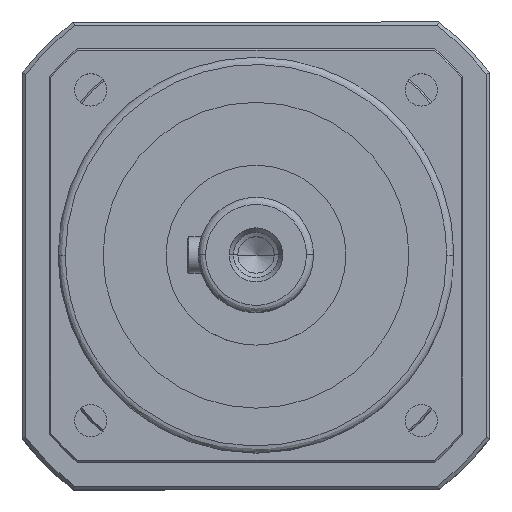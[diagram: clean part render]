
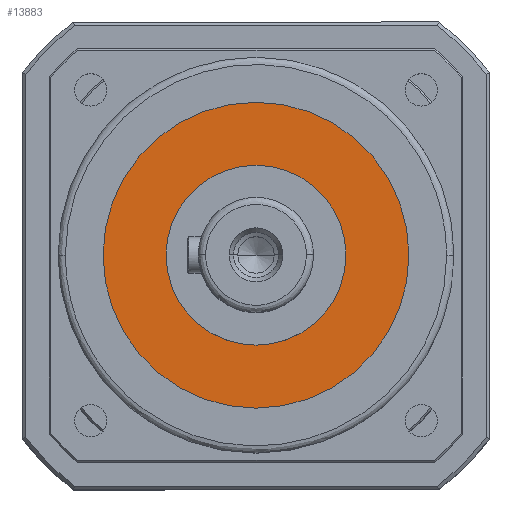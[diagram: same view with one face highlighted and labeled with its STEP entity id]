
A CAD part, top view. The second image highlights one B-rep face of the part: STEP entity #13883.
In plain terms, the highlighted planar face has unit normal (0, 0, 1).
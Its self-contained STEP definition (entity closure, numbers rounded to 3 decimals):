
#537 = EDGE_CURVE ( 'NONE', #14238, #14065, #4735, .T. ) ;
#1460 = EDGE_LOOP ( 'NONE', ( #11480, #11874 ) ) ;
#1895 = EDGE_LOOP ( 'NONE', ( #5700, #9851 ) ) ;
#1966 = DIRECTION ( 'NONE',  ( 0., 0., 1. ) ) ;
#2808 = DIRECTION ( 'NONE',  ( -1., 0., 0. ) ) ;
#2895 = DIRECTION ( 'NONE',  ( 0., 0., 1. ) ) ;
#2913 = CARTESIAN_POINT ( 'NONE',  ( 0., 0., 159.99 ) ) ;
#3125 = CARTESIAN_POINT ( 'NONE',  ( 42.5, 0., 159.99 ) ) ;
#3227 = VERTEX_POINT ( 'NONE', #10962 ) ;
#3260 = AXIS2_PLACEMENT_3D ( 'NONE', #4320, #12382, #5508 ) ;
#3752 = CIRCLE ( 'NONE', #12951, 25. ) ;
#3979 = AXIS2_PLACEMENT_3D ( 'NONE', #2913, #2895, #2808 ) ;
#4320 = CARTESIAN_POINT ( 'NONE',  ( 0., 0., 159.99 ) ) ;
#4735 = CIRCLE ( 'NONE', #4965, 25. ) ;
#4965 = AXIS2_PLACEMENT_3D ( 'NONE', #13469, #13455, #13453 ) ;
#5021 = EDGE_CURVE ( 'NONE', #12175, #3227, #11898, .T. ) ;
#5508 = DIRECTION ( 'NONE',  ( 1., 0., 0. ) ) ;
#5700 = ORIENTED_EDGE ( 'NONE', *, *, #13423, .T. ) ;
#6620 = CARTESIAN_POINT ( 'NONE',  ( 0., 0., 159.99 ) ) ;
#7798 = DIRECTION ( 'NONE',  ( -1., 0., 0. ) ) ;
#8920 = CARTESIAN_POINT ( 'NONE',  ( 0., 0., 159.99 ) ) ;
#9286 = CARTESIAN_POINT ( 'NONE',  ( -25., 0., 159.99 ) ) ;
#9581 = FACE_BOUND ( 'NONE', #1895, .T. ) ;
#9851 = ORIENTED_EDGE ( 'NONE', *, *, #537, .T. ) ;
#10107 = DIRECTION ( 'NONE',  ( -1., 0., 0. ) ) ;
#10962 = CARTESIAN_POINT ( 'NONE',  ( -42.5, 0., 159.99 ) ) ;
#11139 = CIRCLE ( 'NONE', #12971, 42.5 ) ;
#11480 = ORIENTED_EDGE ( 'NONE', *, *, #14467, .T. ) ;
#11874 = ORIENTED_EDGE ( 'NONE', *, *, #5021, .T. ) ;
#11898 = CIRCLE ( 'NONE', #3979, 42.5 ) ;
#12111 = PLANE ( 'NONE',  #3260 ) ;
#12175 = VERTEX_POINT ( 'NONE', #3125 ) ;
#12382 = DIRECTION ( 'NONE',  ( 0., 0., 1. ) ) ;
#12597 = FACE_OUTER_BOUND ( 'NONE', #1460, .T. ) ;
#12951 = AXIS2_PLACEMENT_3D ( 'NONE', #6620, #14752, #7798 ) ;
#12971 = AXIS2_PLACEMENT_3D ( 'NONE', #8920, #1966, #10107 ) ;
#13423 = EDGE_CURVE ( 'NONE', #14065, #14238, #3752, .T. ) ;
#13453 = DIRECTION ( 'NONE',  ( -1., 0., 0. ) ) ;
#13455 = DIRECTION ( 'NONE',  ( 0., 0., -1. ) ) ;
#13469 = CARTESIAN_POINT ( 'NONE',  ( 0., 0., 159.99 ) ) ;
#13883 = ADVANCED_FACE ( 'NONE', ( #12597, #9581 ), #12111, .T. ) ;
#14065 = VERTEX_POINT ( 'NONE', #9286 ) ;
#14199 = CARTESIAN_POINT ( 'NONE',  ( 25., 0., 159.99 ) ) ;
#14238 = VERTEX_POINT ( 'NONE', #14199 ) ;
#14467 = EDGE_CURVE ( 'NONE', #3227, #12175, #11139, .T. ) ;
#14752 = DIRECTION ( 'NONE',  ( 0., 0., -1. ) ) ;
